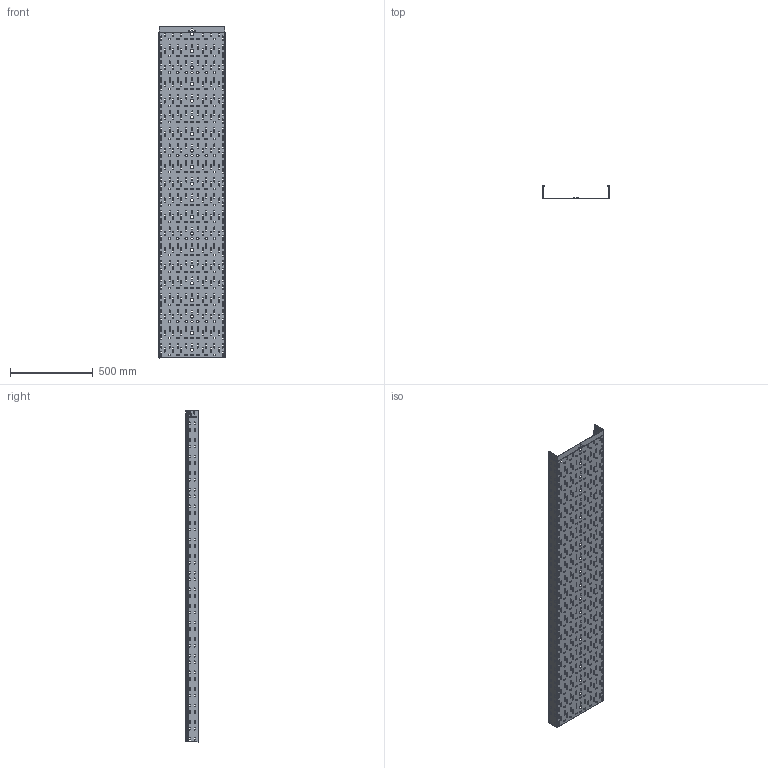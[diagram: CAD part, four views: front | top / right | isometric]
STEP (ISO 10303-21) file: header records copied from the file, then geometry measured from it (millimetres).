
FILE_DESCRIPTION(/* description */ (''),/* implementation_level */ '2;1');
FILE_NAME(/* name */ 'LPplus80x400x1.0x2000.ipt.stp',/* time_stamp */ '2023-05-26T12:33:52+03:00',/* author */ ('Ртищев А.О.'),/* organization */ (''),/* preprocessor_version */ 'ST-DEVELOPER v19.2',/* originating_system */ 'Autodesk Inventor 2023',/* authorisation */ '');
FILE_SCHEMA (('AUTOMOTIVE_DESIGN { 1 0 10303 214 3 1 1 }'));
Products named in the file (1): LPplus
Bounding box: 399.95 x 81.5 x 2000 mm (x, y, z)
Volume: 1075852.7 mm3; surface area: 2192753.3 mm2
Topology: 1 solids, 1 shells, 2771 faces, 8243 edges, 5458 vertices
Faces by surface type: cylinder 1380, plane 1359, bspline 32
Full cylindrical faces by diameter (mm): 20 x19
Entity records: 99159 total; most frequent: CARTESIAN_POINT 16811, DIRECTION 16503, ORIENTED_EDGE 16486, EDGE_CURVE 8243, AXIS2_PLACEMENT_3D 5534, VERTEX_POINT 5458, LINE 5435, VECTOR 5435
